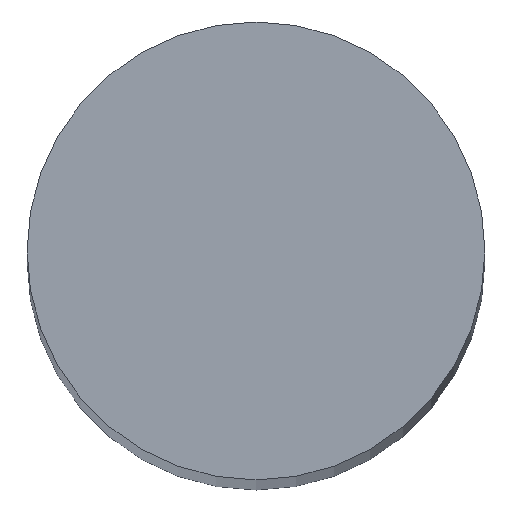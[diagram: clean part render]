
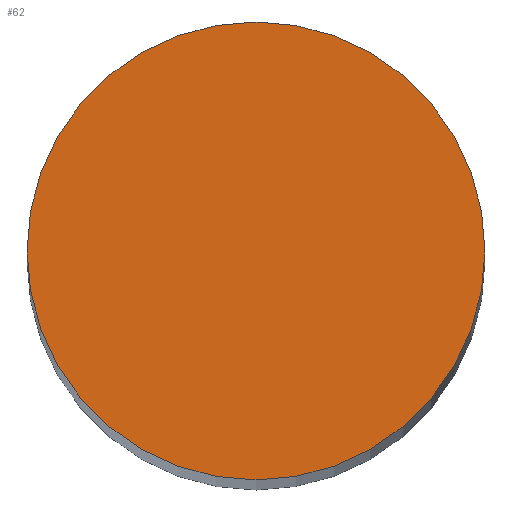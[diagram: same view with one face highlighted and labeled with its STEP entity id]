
A CAD part, top view. The second image highlights one B-rep face of the part: STEP entity #62.
In plain terms, the highlighted planar face has unit normal (0, 0, 1).
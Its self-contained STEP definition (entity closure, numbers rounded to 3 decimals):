
#51=EDGE_CURVE('240[2]',#114,#114,#115,.T.);
#62=ADVANCED_FACE('240[2]',(#130),#131,.T.);
#114=VERTEX_POINT('',#248);
#115=CIRCLE('',#249,9.5);
#130=FACE_OUTER_BOUND('',#268,.T.);
#131=PLANE('',#269);
#248=CARTESIAN_POINT('',(0.,9.5,240.0));
#249=AXIS2_PLACEMENT_3D('',#378,#379,#380);
#268=EDGE_LOOP('',(#396));
#269=AXIS2_PLACEMENT_3D('',#397,#398,#399);
#378=CARTESIAN_POINT('',(0.,0.,240.0));
#379=DIRECTION('',(0.,0.,-1.0));
#380=DIRECTION('',(0.,1.0,0.));
#396=ORIENTED_EDGE('',*,*,#51,.F.);
#397=CARTESIAN_POINT('',(0.,4.75,240.0));
#398=DIRECTION('',(0.,0.,1.0));
#399=DIRECTION('',(1.0,0.,0.0));
